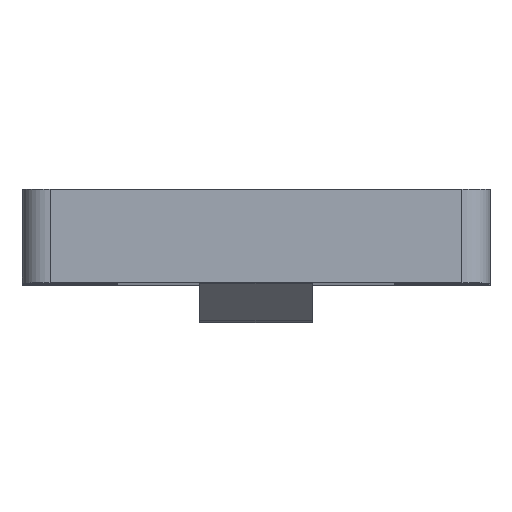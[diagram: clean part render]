
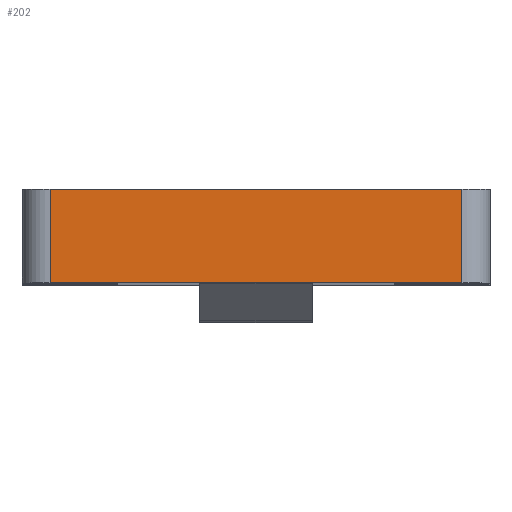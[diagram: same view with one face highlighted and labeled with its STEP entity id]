
A CAD part, top view. The second image highlights one B-rep face of the part: STEP entity #202.
In plain terms, the highlighted planar face has unit normal (0, 0, 1).
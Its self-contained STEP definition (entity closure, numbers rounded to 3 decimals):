
#21 = CARTESIAN_POINT ( 'NONE',  ( -11., 5., 35. ) ) ;
#63 = LINE ( 'NONE', #1272, #2455 ) ;
#188 = EDGE_LOOP ( 'NONE', ( #875, #2505, #1599, #2523 ) ) ;
#202 = ADVANCED_FACE ( 'NONE', ( #1595 ), #1006, .F. ) ;
#245 = DIRECTION ( 'NONE',  ( 0., -1., 0. ) ) ;
#554 = EDGE_CURVE ( 'NONE', #1047, #2176, #851, .T. ) ;
#607 = VECTOR ( 'NONE', #1074, 1000. ) ;
#651 = CARTESIAN_POINT ( 'NONE',  ( -11., 5., 35. ) ) ;
#718 = VERTEX_POINT ( 'NONE', #1133 ) ;
#851 = LINE ( 'NONE', #1064, #1270 ) ;
#861 = DIRECTION ( 'NONE',  ( 1., 0., 0. ) ) ;
#875 = ORIENTED_EDGE ( 'NONE', *, *, #1349, .T. ) ;
#942 = VERTEX_POINT ( 'NONE', #21 ) ;
#1006 = PLANE ( 'NONE',  #1897 ) ;
#1045 = CARTESIAN_POINT ( 'NONE',  ( -12.5, 5., 35. ) ) ;
#1047 = VERTEX_POINT ( 'NONE', #1116 ) ;
#1064 = CARTESIAN_POINT ( 'NONE',  ( 11., 5., 35. ) ) ;
#1074 = DIRECTION ( 'NONE',  ( 1., 0., 0. ) ) ;
#1086 = LINE ( 'NONE', #1045, #607 ) ;
#1116 = CARTESIAN_POINT ( 'NONE',  ( 11., 0., 35. ) ) ;
#1133 = CARTESIAN_POINT ( 'NONE',  ( -11., 0., 35. ) ) ;
#1270 = VECTOR ( 'NONE', #1859, 1000. ) ;
#1272 = CARTESIAN_POINT ( 'NONE',  ( -12.5, 0., 35. ) ) ;
#1293 = EDGE_CURVE ( 'NONE', #942, #2176, #1086, .T. ) ;
#1349 = EDGE_CURVE ( 'NONE', #718, #1047, #63, .T. ) ;
#1422 = VECTOR ( 'NONE', #245, 1000. ) ;
#1595 = FACE_OUTER_BOUND ( 'NONE', #188, .T. ) ;
#1599 = ORIENTED_EDGE ( 'NONE', *, *, #1293, .F. ) ;
#1676 = LINE ( 'NONE', #651, #1422 ) ;
#1853 = CARTESIAN_POINT ( 'NONE',  ( 11., 5., 35. ) ) ;
#1859 = DIRECTION ( 'NONE',  ( 0., 1., 0. ) ) ;
#1897 = AXIS2_PLACEMENT_3D ( 'NONE', #1966, #2400, #2201 ) ;
#1966 = CARTESIAN_POINT ( 'NONE',  ( -12.5, 5., 35. ) ) ;
#2147 = EDGE_CURVE ( 'NONE', #942, #718, #1676, .T. ) ;
#2176 = VERTEX_POINT ( 'NONE', #1853 ) ;
#2201 = DIRECTION ( 'NONE',  ( -1., 0., 0. ) ) ;
#2400 = DIRECTION ( 'NONE',  ( 0., 0., -1. ) ) ;
#2455 = VECTOR ( 'NONE', #861, 1000. ) ;
#2505 = ORIENTED_EDGE ( 'NONE', *, *, #554, .T. ) ;
#2523 = ORIENTED_EDGE ( 'NONE', *, *, #2147, .T. ) ;
